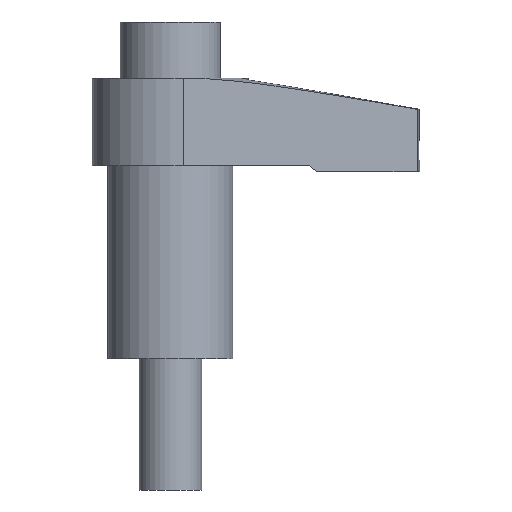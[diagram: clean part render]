
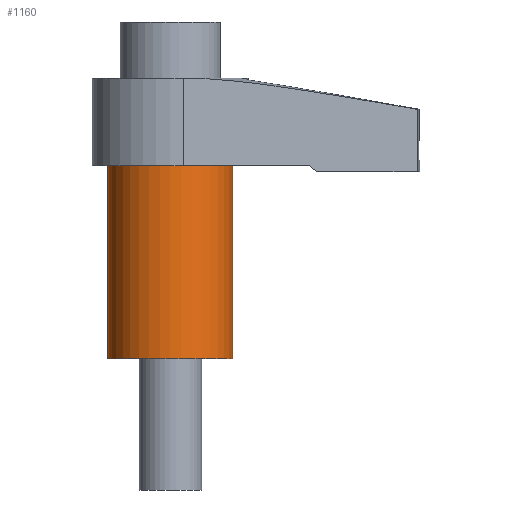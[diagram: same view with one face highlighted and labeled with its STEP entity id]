
A CAD part, front view. The second image highlights one B-rep face of the part: STEP entity #1160.
In plain terms, the highlighted cylindrical face has radius 10 mm (diameter 20 mm), a partial arc.
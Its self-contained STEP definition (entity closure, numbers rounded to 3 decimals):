
#40 = CARTESIAN_POINT ( 'NONE',  ( -10., 0., 31. ) ) ;
#105 = AXIS2_PLACEMENT_3D ( 'NONE', #568, #681, #1273 ) ;
#127 = AXIS2_PLACEMENT_3D ( 'NONE', #1352, #1458, #660 ) ;
#138 = VERTEX_POINT ( 'NONE', #40 ) ;
#224 = AXIS2_PLACEMENT_3D ( 'NONE', #715, #229, #705 ) ;
#229 = DIRECTION ( 'NONE',  ( 0., 0., -1. ) ) ;
#252 = EDGE_CURVE ( 'NONE', #1133, #819, #1319, .T. ) ;
#399 = DIRECTION ( 'NONE',  ( 0., 0., -1. ) ) ;
#412 = CIRCLE ( 'NONE', #105, 10. ) ;
#434 = CARTESIAN_POINT ( 'NONE',  ( 10., 0., 31. ) ) ;
#494 = ORIENTED_EDGE ( 'NONE', *, *, #1106, .F. ) ;
#530 = VECTOR ( 'NONE', #1435, 1000. ) ;
#560 = CARTESIAN_POINT ( 'NONE',  ( 10., 0., 0. ) ) ;
#568 = CARTESIAN_POINT ( 'NONE',  ( 0., 0., 0. ) ) ;
#659 = VECTOR ( 'NONE', #399, 1000. ) ;
#660 = DIRECTION ( 'NONE',  ( -1., 0., 0. ) ) ;
#667 = FACE_OUTER_BOUND ( 'NONE', #1355, .T. ) ;
#681 = DIRECTION ( 'NONE',  ( 0., 0., -1. ) ) ;
#705 = DIRECTION ( 'NONE',  ( -1., 0., 0. ) ) ;
#715 = CARTESIAN_POINT ( 'NONE',  ( 0., 0., 31. ) ) ;
#819 = VERTEX_POINT ( 'NONE', #560 ) ;
#823 = EDGE_CURVE ( 'NONE', #138, #1254, #1223, .T. ) ;
#934 = EDGE_CURVE ( 'NONE', #1133, #138, #946, .T. ) ;
#946 = CIRCLE ( 'NONE', #224, 10. ) ;
#1044 = ORIENTED_EDGE ( 'NONE', *, *, #934, .T. ) ;
#1052 = ORIENTED_EDGE ( 'NONE', *, *, #252, .F. ) ;
#1106 = EDGE_CURVE ( 'NONE', #819, #1254, #412, .T. ) ;
#1133 = VERTEX_POINT ( 'NONE', #434 ) ;
#1160 = ADVANCED_FACE ( 'NONE', ( #667 ), #1486, .T. ) ;
#1172 = CARTESIAN_POINT ( 'NONE',  ( -10., 0., 0. ) ) ;
#1223 = LINE ( 'NONE', #1437, #659 ) ;
#1254 = VERTEX_POINT ( 'NONE', #1172 ) ;
#1271 = ORIENTED_EDGE ( 'NONE', *, *, #823, .T. ) ;
#1273 = DIRECTION ( 'NONE',  ( -1., 0., 0. ) ) ;
#1319 = LINE ( 'NONE', #1328, #530 ) ;
#1328 = CARTESIAN_POINT ( 'NONE',  ( 10., 0., 30. ) ) ;
#1352 = CARTESIAN_POINT ( 'NONE',  ( 0., 0., 30. ) ) ;
#1355 = EDGE_LOOP ( 'NONE', ( #1052, #1044, #1271, #494 ) ) ;
#1435 = DIRECTION ( 'NONE',  ( 0., 0., -1. ) ) ;
#1437 = CARTESIAN_POINT ( 'NONE',  ( -10., 0., 30. ) ) ;
#1458 = DIRECTION ( 'NONE',  ( 0., 0., -1. ) ) ;
#1486 = CYLINDRICAL_SURFACE ( 'NONE', #127, 10. ) ;
